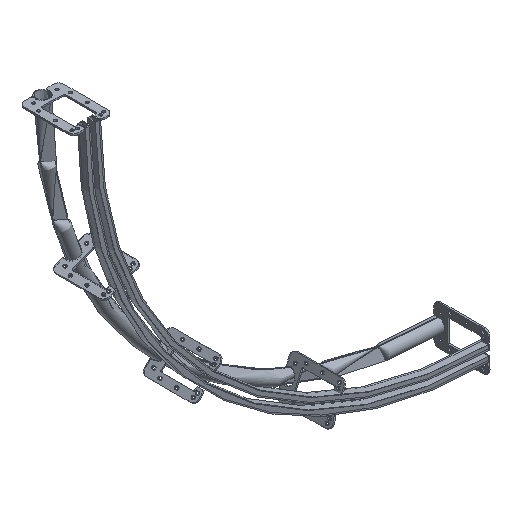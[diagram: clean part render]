
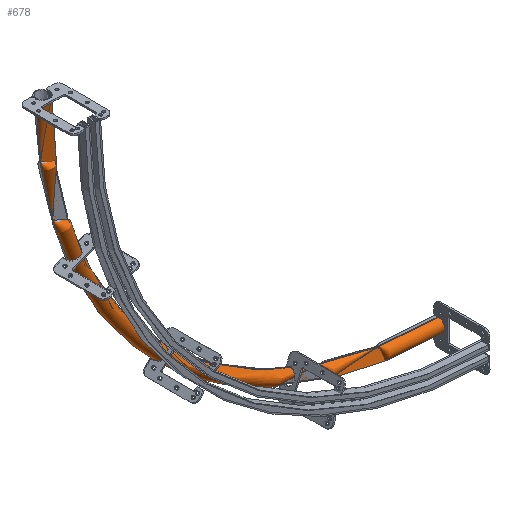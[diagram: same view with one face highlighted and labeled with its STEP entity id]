
A CAD part, isometric view. The second image highlights one B-rep face of the part: STEP entity #678.
In plain terms, the highlighted toroidal (fillet/blend) face has major radius 750 mm and minor radius 12.7 mm.
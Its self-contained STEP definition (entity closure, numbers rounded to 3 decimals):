
#9 = ORIENTED_EDGE ( 'NONE', *, *, #940, .T. ) ;
#146 = CARTESIAN_POINT ( 'NONE',  ( -737.3, 0., 0. ) ) ;
#198 = VERTEX_POINT ( 'NONE', #1930 ) ;
#201 = FACE_OUTER_BOUND ( 'NONE', #617, .T. ) ;
#303 = DIRECTION ( 'NONE',  ( -1., 0., 0. ) ) ;
#319 = EDGE_CURVE ( 'NONE', #198, #569, #1961, .T. ) ;
#348 = ORIENTED_EDGE ( 'NONE', *, *, #319, .F. ) ;
#475 = VERTEX_POINT ( 'NONE', #2355 ) ;
#503 = CIRCLE ( 'NONE', #910, 12.7 ) ;
#569 = VERTEX_POINT ( 'NONE', #146 ) ;
#617 = EDGE_LOOP ( 'NONE', ( #1072, #9, #1537, #348 ) ) ;
#678 = ADVANCED_FACE ( 'NONE', ( #201 ), #2721, .T. ) ;
#690 = VERTEX_POINT ( 'NONE', #2689 ) ;
#910 = AXIS2_PLACEMENT_3D ( 'NONE', #2282, #303, #2027 ) ;
#940 = EDGE_CURVE ( 'NONE', #690, #475, #503, .T. ) ;
#959 = DIRECTION ( 'NONE',  ( 0., 1., 0. ) ) ;
#1072 = ORIENTED_EDGE ( 'NONE', *, *, #2278, .F. ) ;
#1223 = DIRECTION ( 'NONE',  ( 0., 0., 1. ) ) ;
#1455 = DIRECTION ( 'NONE',  ( 0., 1., 0. ) ) ;
#1537 = ORIENTED_EDGE ( 'NONE', *, *, #2083, .T. ) ;
#1590 = CIRCLE ( 'NONE', #2750, 762.7 ) ;
#1729 = CARTESIAN_POINT ( 'NONE',  ( -750., 0., 0. ) ) ;
#1737 = CARTESIAN_POINT ( 'NONE',  ( 0., 0., 0. ) ) ;
#1762 = AXIS2_PLACEMENT_3D ( 'NONE', #2441, #959, #1223 ) ;
#1895 = CARTESIAN_POINT ( 'NONE',  ( 0., 0., 0. ) ) ;
#1922 = DIRECTION ( 'NONE',  ( 0., 1., 0. ) ) ;
#1930 = CARTESIAN_POINT ( 'NONE',  ( -762.7, 0., 0. ) ) ;
#1935 = DIRECTION ( 'NONE',  ( 0., 0., 1. ) ) ;
#1961 = CIRCLE ( 'NONE', #2584, 12.7 ) ;
#2027 = DIRECTION ( 'NONE',  ( 0., 0., 1. ) ) ;
#2039 = CIRCLE ( 'NONE', #2654, 737.3 ) ;
#2083 = EDGE_CURVE ( 'NONE', #475, #569, #2039, .T. ) ;
#2202 = DIRECTION ( 'NONE',  ( 0., 0., 1. ) ) ;
#2219 = DIRECTION ( 'NONE',  ( 1., 0., 0. ) ) ;
#2278 = EDGE_CURVE ( 'NONE', #690, #198, #1590, .T. ) ;
#2282 = CARTESIAN_POINT ( 'NONE',  ( 0., 0., -750. ) ) ;
#2355 = CARTESIAN_POINT ( 'NONE',  ( 0., 0., -737.3 ) ) ;
#2441 = CARTESIAN_POINT ( 'NONE',  ( 0., 0., 0. ) ) ;
#2584 = AXIS2_PLACEMENT_3D ( 'NONE', #1729, #2202, #2219 ) ;
#2654 = AXIS2_PLACEMENT_3D ( 'NONE', #1895, #1922, #2846 ) ;
#2689 = CARTESIAN_POINT ( 'NONE',  ( 0., 0., -762.7 ) ) ;
#2721 = TOROIDAL_SURFACE ( 'NONE', #1762, 750., 12.7 ) ;
#2750 = AXIS2_PLACEMENT_3D ( 'NONE', #1737, #1455, #1935 ) ;
#2846 = DIRECTION ( 'NONE',  ( 0., 0., 1. ) ) ;
